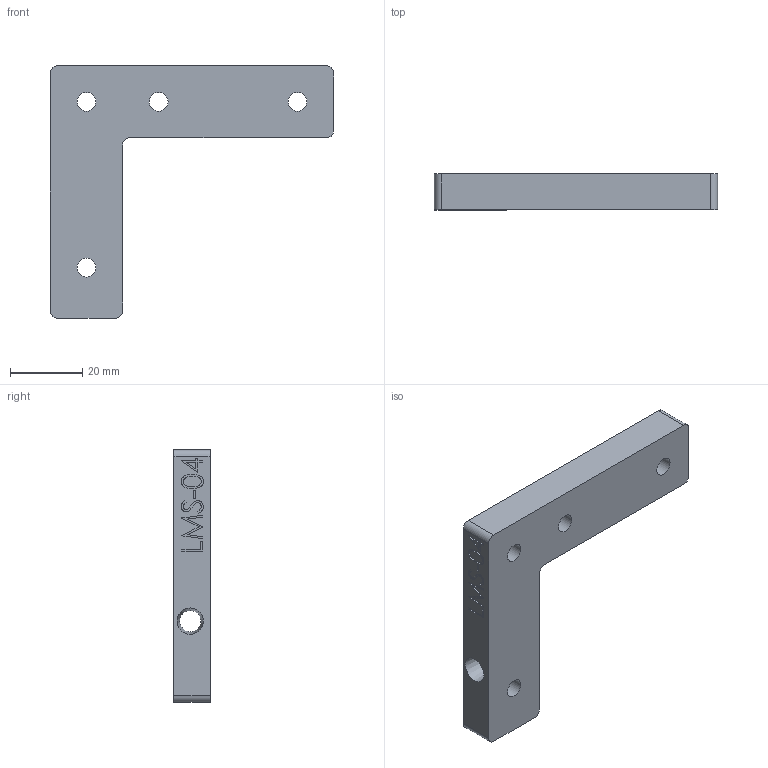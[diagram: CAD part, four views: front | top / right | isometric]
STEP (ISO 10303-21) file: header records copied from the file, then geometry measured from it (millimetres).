
FILE_DESCRIPTION(/* description */ ('STEP AP242 Edition 2','CAx-IF Rec.Pracs.---Representation and Presentation of Product Manufacturing Information (PMI)---4.0---2014-10-13','CAx-IF Rec.Pracs.---3D Tessellated Geometry---0.4---2014-09-14','2;1','CAx-IF Rec.Pracs.---User Defined Attributes---1.5---2016-08-15'),/* implementation_level */ '2;1');
FILE_NAME(/* name */ '692422a01b07e9650d24d492',/* time_stamp */ '2025-11-24T09:17:21Z',/* author */ (''),/* organization */ (''),/* preprocessor_version */ 'ST-DEVELOPER v20',/* originating_system */ 'ONSHAPE BY PTC INC, 1.207',/* authorisation */ ' ');
FILE_SCHEMA (('AP242_MANAGED_MODEL_BASED_3D_ENGINEERING_MIM_LF { 1 0 10303 442 3 1 4 }'));
Length unit declared in the file: metre
Products named in the file (1): resin_motor_corner_bracket_spacer_Left Motor Spacer
Bounding box: 78.5 x 10 x 70 mm (x, y, z)
Volume: 24003.4 mm3; surface area: 9017.1 mm2
Topology: 1 solids, 1 shells, 93 faces, 247 edges, 165 vertices
Faces by surface type: plane 55, bspline 24, cylinder 12, cone 2
Full cylindrical faces by diameter (mm): 5.2 x4, 5.9 x1, 7 x1
Entity records: 4092 total; most frequent: CARTESIAN_POINT 1908, ORIENTED_EDGE 476, DIRECTION 356, EDGE_CURVE 238, LINE 164, VECTOR 164, VERTEX_POINT 164, EDGE_LOOP 120
